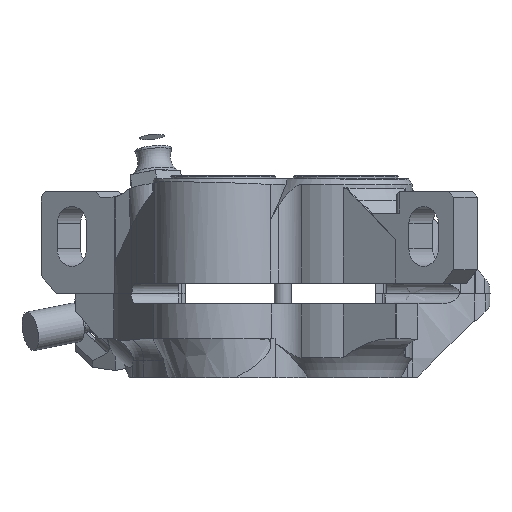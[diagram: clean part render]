
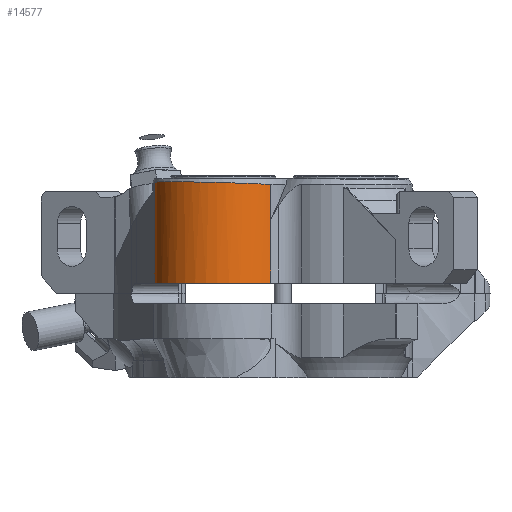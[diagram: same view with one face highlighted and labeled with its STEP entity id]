
A CAD part, front view. The second image highlights one B-rep face of the part: STEP entity #14577.
In plain terms, the highlighted cylindrical face has radius 12.6 mm (diameter 25.2 mm), a partial arc.
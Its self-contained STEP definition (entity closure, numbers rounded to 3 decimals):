
#505=B_SPLINE_CURVE_WITH_KNOTS('',3,(#22994,#22995,#22996,#22997,#22998,
#22999,#23000,#23001,#23002,#23003,#23004,#23005,#23006,#23007),
 .UNSPECIFIED.,.F.,.F.,(4,2,2,2,2,2,4),(0.214,0.47,
0.94,1.41,1.88,2.354,2.767),
 .UNSPECIFIED.);
#916=CYLINDRICAL_SURFACE('',#15578,12.6);
#1327=FACE_OUTER_BOUND('',#2116,.T.);
#2116=EDGE_LOOP('',(#10420,#10421,#10422,#10423));
#2929=CIRCLE('',#15579,12.6);
#3659=LINE('',#23201,#4669);
#3660=LINE('',#23220,#4670);
#4669=VECTOR('',#17672,10.);
#4670=VECTOR('',#17677,10.);
#5827=VERTEX_POINT('',#22988);
#5828=VERTEX_POINT('',#22993);
#5849=VERTEX_POINT('',#23196);
#5851=VERTEX_POINT('',#23218);
#7603=EDGE_CURVE('',#5827,#5828,#505,.T.);
#7635=EDGE_CURVE('',#5827,#5849,#3659,.T.);
#7639=EDGE_CURVE('',#5849,#5851,#2929,.T.);
#7640=EDGE_CURVE('',#5828,#5851,#3660,.T.);
#10420=ORIENTED_EDGE('',*,*,#7639,.T.);
#10421=ORIENTED_EDGE('',*,*,#7640,.F.);
#10422=ORIENTED_EDGE('',*,*,#7603,.F.);
#10423=ORIENTED_EDGE('',*,*,#7635,.T.);
#14577=ADVANCED_FACE('',(#1327),#916,.T.);
#15578=AXIS2_PLACEMENT_3D('',#23217,#17673,#17674);
#15579=AXIS2_PLACEMENT_3D('',#23219,#17675,#17676);
#17672=DIRECTION('',(0.,0.,-1.));
#17673=DIRECTION('center_axis',(0.,0.,-1.));
#17674=DIRECTION('ref_axis',(0.665,-0.747,0.));
#17675=DIRECTION('center_axis',(0.,0.,1.));
#17676=DIRECTION('ref_axis',(0.665,-0.747,0.));
#17677=DIRECTION('',(0.,0.,-1.));
#22988=CARTESIAN_POINT('',(-24.298,-13.684,19.923));
#22993=CARTESIAN_POINT('',(-3.525,-20.824,19.517));
#22994=CARTESIAN_POINT('Ctrl Pts',(-24.298,-13.684,19.923));
#22995=CARTESIAN_POINT('Ctrl Pts',(-24.137,-14.561,19.941));
#22996=CARTESIAN_POINT('Ctrl Pts',(-23.879,-15.436,
19.956));
#22997=CARTESIAN_POINT('Ctrl Pts',(-22.888,-17.807,
19.989));
#22998=CARTESIAN_POINT('Ctrl Pts',(-21.925,-19.21,
19.998));
#22999=CARTESIAN_POINT('Ctrl Pts',(-19.71,-21.427,
19.992));
#23000=CARTESIAN_POINT('Ctrl Pts',(-18.309,-22.391,
19.977));
#23001=CARTESIAN_POINT('Ctrl Pts',(-15.237,-23.678,
19.922));
#23002=CARTESIAN_POINT('Ctrl Pts',(-13.567,-24.001,
19.883));
#23003=CARTESIAN_POINT('Ctrl Pts',(-10.423,-24.025,
19.794));
#23004=CARTESIAN_POINT('Ctrl Pts',(-8.739,-23.724,
19.738));
#23005=CARTESIAN_POINT('Ctrl Pts',(-5.829,-22.549,
19.626));
#23006=CARTESIAN_POINT('Ctrl Pts',(-4.57,-21.754,19.57));
#23007=CARTESIAN_POINT('Ctrl Pts',(-3.525,-20.824,
19.517));
#23196=CARTESIAN_POINT('',(-24.298,-13.684,1.9));
#23201=CARTESIAN_POINT('',(-24.298,-13.684,35.5));
#23217=CARTESIAN_POINT('Origin',(-11.904,-11.413,35.5));
#23218=CARTESIAN_POINT('',(-3.525,-20.824,1.9));
#23219=CARTESIAN_POINT('Origin',(-11.904,-11.413,1.9));
#23220=CARTESIAN_POINT('',(-3.525,-20.824,35.5));
